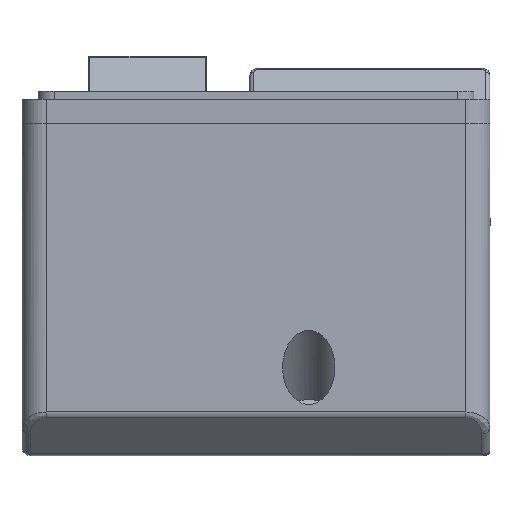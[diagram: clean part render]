
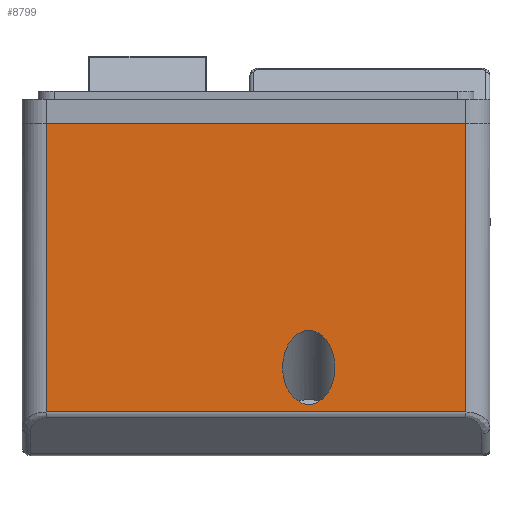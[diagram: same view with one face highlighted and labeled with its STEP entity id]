
A CAD part, top view. The second image highlights one B-rep face of the part: STEP entity #8799.
In plain terms, the highlighted planar face has unit normal (0, 0, 1).
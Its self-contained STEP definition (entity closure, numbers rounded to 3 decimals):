
#82=FACE_BOUND('',#3351,.T.);
#123=PLANE('',#9398);
#501=ELLIPSE('',#9382,4.596,3.25);
#577=LINE('',#12957,#1660);
#582=LINE('',#13028,#1665);
#590=LINE('',#13057,#1673);
#597=LINE('',#13076,#1680);
#1660=VECTOR('',#10225,10.);
#1665=VECTOR('',#10252,10.);
#1673=VECTOR('',#10288,10.);
#1680=VECTOR('',#10311,10.);
#2849=FACE_OUTER_BOUND('',#3350,.T.);
#3350=EDGE_LOOP('',(#6459,#6460,#6461,#6462));
#3351=EDGE_LOOP('',(#6463));
#4062=VERTEX_POINT('',#12947);
#4064=VERTEX_POINT('',#12953);
#4070=VERTEX_POINT('',#13026);
#4073=VERTEX_POINT('',#13036);
#4077=VERTEX_POINT('',#13056);
#4962=EDGE_CURVE('',#4062,#4064,#577,.T.);
#4974=EDGE_CURVE('',#4070,#4062,#582,.T.);
#4978=EDGE_CURVE('',#4073,#4073,#501,.T.);
#4987=EDGE_CURVE('',#4070,#4077,#590,.T.);
#4997=EDGE_CURVE('',#4077,#4064,#597,.T.);
#6459=ORIENTED_EDGE('',*,*,#4962,.F.);
#6460=ORIENTED_EDGE('',*,*,#4974,.F.);
#6461=ORIENTED_EDGE('',*,*,#4987,.T.);
#6462=ORIENTED_EDGE('',*,*,#4997,.T.);
#6463=ORIENTED_EDGE('',*,*,#4978,.T.);
#8799=ADVANCED_FACE('',(#2849,#82),#123,.T.);
#9382=AXIS2_PLACEMENT_3D('',#13038,#10264,#10265);
#9398=AXIS2_PLACEMENT_3D('',#13075,#10309,#10310);
#10225=DIRECTION('',(-1.,0.,0.));
#10252=DIRECTION('',(0.,-1.,0.));
#10264=DIRECTION('center_axis',(0.,0.,
-1.));
#10265=DIRECTION('ref_axis',(0.,1.,0.));
#10288=DIRECTION('',(-1.,0.,0.));
#10309=DIRECTION('center_axis',(0.,0.,
1.));
#10310=DIRECTION('ref_axis',(-1.,0.,0.));
#10311=DIRECTION('',(0.,-1.,0.));
#12947=CARTESIAN_POINT('',(50.1,-35.818,2.836));
#12953=CARTESIAN_POINT('',(-2.,-35.818,2.836));
#12957=CARTESIAN_POINT('',(37.075,-35.818,2.836));
#13026=CARTESIAN_POINT('',(50.1,0.,2.836));
#13028=CARTESIAN_POINT('',(50.1,0.,2.836));
#13036=CARTESIAN_POINT('',(27.35,-30.292,2.836));
#13038=CARTESIAN_POINT('Origin',(30.6,-30.292,2.836));
#13056=CARTESIAN_POINT('',(-2.,0.,2.836));
#13057=CARTESIAN_POINT('',(50.1,0.,2.836));
#13075=CARTESIAN_POINT('Origin',(50.1,0.,
2.836));
#13076=CARTESIAN_POINT('',(-2.,0.,2.836));
